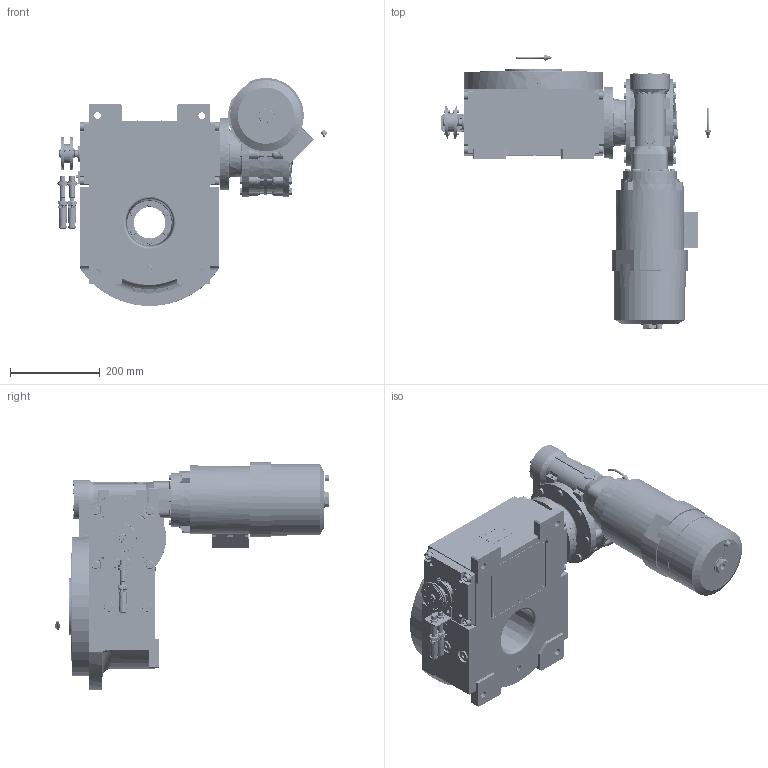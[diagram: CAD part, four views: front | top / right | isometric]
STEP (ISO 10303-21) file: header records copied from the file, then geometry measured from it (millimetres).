
FILE_DESCRIPTION (( 'STEP AP203' ), '1' );
FILE_NAME ('PC5201215.step', '2025-10-07T10:21:18', ( '' ), ( '' ), 'SwSTEP 2.0', 'SolidWorks 2020', '' );
FILE_SCHEMA (( 'CONFIG_CONTROL_DESIGN' ));
Length unit declared in the file: millimetre
Products named in the file (96): cfn2000_01_099; freccia_angolare_albero; AS_rig09_071_6_m; cfn2003_01_054; CFN2155_01_195.stp; CFN2000_01_185.stp; cfn2107_01_001; cfn2000_01_184; cfn2000_01_081; cfn2000_01_126; rig09_002_bl_008; cfn2155_01_196; cfn2077_01_036; cfn2128_04_002; rig09_001_a; CFN2356_03_053.stp; cfn2000_01_161; cfn2276_01_056; CFN2010_02_002.stp; cfn2205_01_015; 900_38_30_003; AS_900_38_10_028; rig09_003_6; AS_rig09_017; freccia_angolare; RMI85_F3_SX_80B14; cfn2151_01_115; PC5201215; rig09_071_6_m.stp; AS_cfn2476_01_002_60x46; cfn2155_01_095; AS_rig09_004; cfn2070_05_009; BA80B14; 900_38_10_028; CFN2104_02_018.stp; cfn2151_01_167; AS_900_00_00_005; AS_rig09_002_bl_008; cfn2115_02_145 ...
Assembly tree (88 placements, depth 5):
  cfn2077_01_036
  CFN2356_03_053.stp
  cfn2276_01_056
  cfn2205_01_015
  cfn2151_01_115
Bounding box: 599.5 x 610.38 x 506.69 mm (x, y, z)
Volume: 15323674.7 mm3; surface area: 1832111.6 mm2
Topology: 76 solids, 77 shells, 5829 faces, 14770 edges, 9387 vertices
Faces by surface type: plane 2762, cylinder 1866, cone 940, torus 222, bspline 35, sphere 4
Entity records: 170055 total; most frequent: CARTESIAN_POINT 47093, ORIENTED_EDGE 23576, DIRECTION 23489, EDGE_CURVE 11788, AXIS2_PLACEMENT_3D 8607, VERTEX_POINT 7561, LINE 6275, VECTOR 6275
